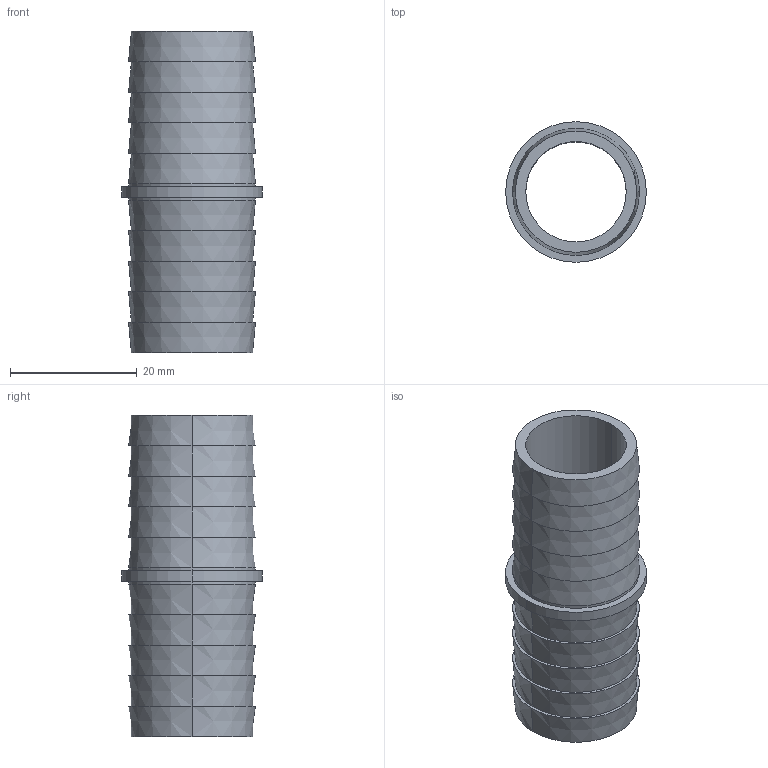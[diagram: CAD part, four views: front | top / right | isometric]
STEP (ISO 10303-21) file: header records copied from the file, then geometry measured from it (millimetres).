
FILE_DESCRIPTION (( 'STEP AP214' ), '1' );
FILE_NAME ('BAHM-34.step', '2017-08-29T20:42:21', ( '' ), ( '' ), 'SwSTEP 2.0', 'SolidWorks 2017', '' );
FILE_SCHEMA (( 'AUTOMOTIVE_DESIGN' ));
Length unit declared in the file: inch
Products named in the file (1): BAHM-34
Bounding box: 22.23 x 22.23 x 50.8 mm (x, y, z)
Volume: 5447 mm3; surface area: 6240.5 mm2
Topology: 1 solids, 1 shells, 40 faces, 80 edges, 52 vertices
Faces by surface type: cone 20, plane 12, cylinder 8
Entity records: 1108 total; most frequent: DIRECTION 214, CARTESIAN_POINT 173, ORIENTED_EDGE 160, AXIS2_PLACEMENT_3D 93, EDGE_CURVE 80, CIRCLE 52, EDGE_LOOP 52, VERTEX_POINT 52
